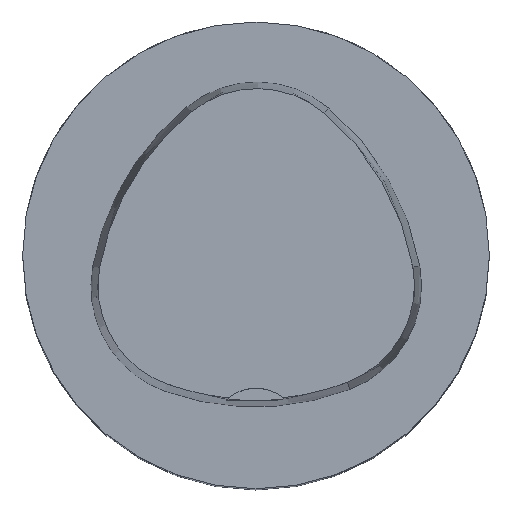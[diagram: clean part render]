
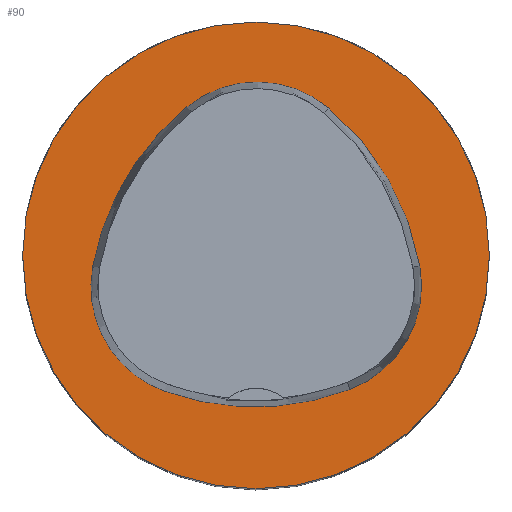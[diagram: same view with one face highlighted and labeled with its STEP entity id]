
A CAD part, top view. The second image highlights one B-rep face of the part: STEP entity #90.
In plain terms, the highlighted planar face has unit normal (0, 0, 1).
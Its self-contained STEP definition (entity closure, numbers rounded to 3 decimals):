
#36=PLANE('',#476);
#90=ADVANCED_FACE('',(#167,#168),#36,.T.);
#167=FACE_BOUND('',#184,.T.);
#168=FACE_BOUND('',#185,.T.);
#184=EDGE_LOOP('',(#257,#258,#259,#260,#261,#262));
#185=EDGE_LOOP('',(#263));
#257=ORIENTED_EDGE('',*,*,#378,.T.);
#258=ORIENTED_EDGE('',*,*,#358,.T.);
#259=ORIENTED_EDGE('',*,*,#362,.T.);
#260=ORIENTED_EDGE('',*,*,#365,.T.);
#261=ORIENTED_EDGE('',*,*,#368,.T.);
#262=ORIENTED_EDGE('',*,*,#376,.T.);
#263=ORIENTED_EDGE('',*,*,#349,.F.);
#314=VERTEX_POINT('',#655);
#323=VERTEX_POINT('',#674);
#324=VERTEX_POINT('',#675);
#327=VERTEX_POINT('',#683);
#329=VERTEX_POINT('',#689);
#331=VERTEX_POINT('',#695);
#338=VERTEX_POINT('',#716);
#349=EDGE_CURVE('',#314,#314,#392,.T.);
#358=EDGE_CURVE('',#323,#324,#393,.T.);
#362=EDGE_CURVE('',#324,#327,#395,.T.);
#365=EDGE_CURVE('',#327,#329,#397,.T.);
#368=EDGE_CURVE('',#329,#331,#399,.T.);
#376=EDGE_CURVE('',#331,#338,#403,.T.);
#378=EDGE_CURVE('',#338,#323,#405,.T.);
#392=CIRCLE('',#448,31.5);
#393=CIRCLE('',#454,36.);
#395=CIRCLE('',#457,15.);
#397=CIRCLE('',#460,36.);
#399=CIRCLE('',#463,15.);
#403=CIRCLE('',#468,36.);
#405=CIRCLE('',#471,15.);
#448=AXIS2_PLACEMENT_3D('',#654,#517,#518);
#454=AXIS2_PLACEMENT_3D('',#673,#533,#534);
#457=AXIS2_PLACEMENT_3D('',#682,#541,#542);
#460=AXIS2_PLACEMENT_3D('',#688,#548,#549);
#463=AXIS2_PLACEMENT_3D('',#694,#555,#556);
#468=AXIS2_PLACEMENT_3D('',#717,#567,#568);
#471=AXIS2_PLACEMENT_3D('',#720,#573,#574);
#476=AXIS2_PLACEMENT_3D('',#725,#583,#584);
#517=DIRECTION('',(0.,0.,-1.));
#518=DIRECTION('',(-1.,0.,0.));
#533=DIRECTION('',(0.,0.,-1.));
#534=DIRECTION('',(-1.,0.,0.));
#541=DIRECTION('',(0.,0.,-1.));
#542=DIRECTION('',(-1.,0.,0.));
#548=DIRECTION('',(0.,0.,-1.));
#549=DIRECTION('',(-1.,0.,0.));
#555=DIRECTION('',(0.,0.,-1.));
#556=DIRECTION('',(-1.,0.,0.));
#567=DIRECTION('',(0.,0.,-1.));
#568=DIRECTION('',(-1.,0.,0.));
#573=DIRECTION('',(0.,0.,-1.));
#574=DIRECTION('',(-1.,0.,0.));
#583=DIRECTION('',(0.,0.,1.));
#584=DIRECTION('',(1.,0.,0.));
#654=CARTESIAN_POINT('',(0.,0.,0.));
#655=CARTESIAN_POINT('',(-31.5,0.,0.));
#673=CARTESIAN_POINT('',(13.398,-7.893,0.));
#674=CARTESIAN_POINT('',(-22.041,-1.562,0.));
#675=CARTESIAN_POINT('',(-9.317,20.036,0.));
#682=CARTESIAN_POINT('',(0.148,8.399,0.));
#683=CARTESIAN_POINT('',(9.779,19.898,0.));
#688=CARTESIAN_POINT('',(-13.337,-7.7,0.));
#689=CARTESIAN_POINT('',(22.122,-1.48,0.));
#694=CARTESIAN_POINT('',(7.347,-4.071,0.));
#695=CARTESIAN_POINT('',(12.693,-18.087,0.));
#716=CARTESIAN_POINT('',(-12.373,-18.307,0.));
#717=CARTESIAN_POINT('',(-0.137,15.55,0.));
#720=CARTESIAN_POINT('',(-7.275,-4.2,0.));
#725=CARTESIAN_POINT('',(0.,0.,0.));
